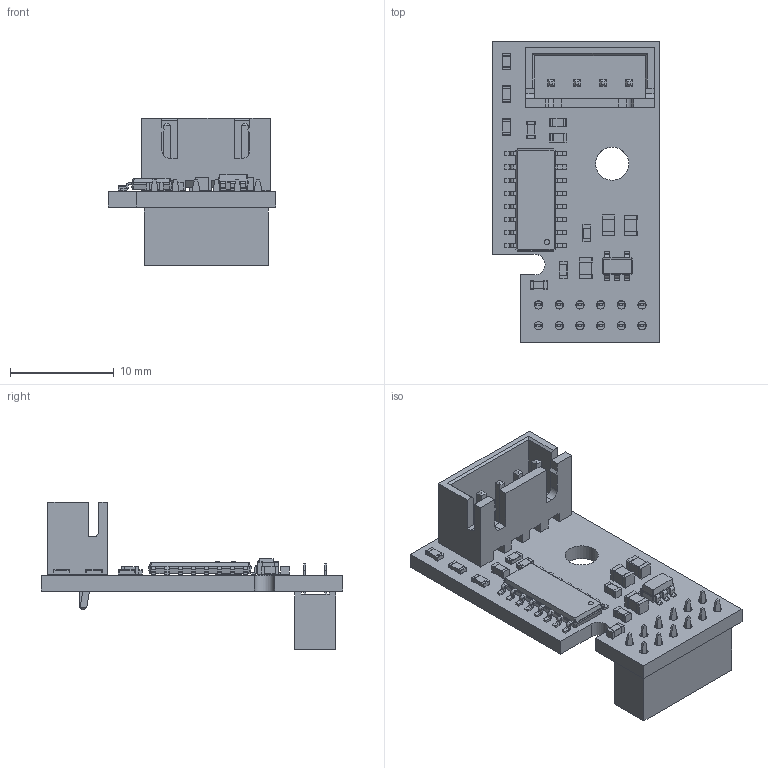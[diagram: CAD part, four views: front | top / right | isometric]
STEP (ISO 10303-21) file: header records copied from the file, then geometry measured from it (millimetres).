
FILE_DESCRIPTION(('KiCad electronic assembly'),'2;1');
FILE_NAME('plimsoll.step','2025-12-27T21:54:35',('Pcbnew'),('Kicad'), 'Open CASCADE STEP processor 7.8','KiCad to STEP converter','Unknown' );
FILE_SCHEMA(('AUTOMOTIVE_DESIGN { 1 0 10303 214 1 1 1 1 }'));
Length unit declared in the file: millimetre
Products named in the file (9): plimsoll 1; R_0603_1608Metric; JST_XH_B4B-XH-A_1x04_P2.50mm_Vertical; C_0603_1608Metric; C_0805_2012Metric; SOT-23-5; SOP-16_3.9x9.9mm_P1.27mm; PinSocket_2x06_P2.00mm_Vertical; plimsoll_PCB
Assembly tree (17 placements, depth 2):
  plimsoll 1
    R_0603_1608Metric  x5
    JST_XH_B4B-XH-A_1x04_P2.50mm_Vertical
    C_0603_1608Metric  x4
    C_0805_2012Metric  x3
    SOT-23-5
    SOP-16_3.9x9.9mm_P1.27mm
    PinSocket_2x06_P2.00mm_Vertical
    plimsoll_PCB
Bounding box: 16.2 x 29.15 x 14.28 mm (x, y, z)
Volume: 1202.7 mm3; surface area: 2431.1 mm2
Topology: 17 solids, 17 shells, 1192 faces, 3124 edges, 2013 vertices
Faces by surface type: plane 917, cylinder 230, bspline 45
Full cylindrical faces by diameter (mm): 0.8 x12, 0.95 x4, 3.2 x1
Entity records: 37348 total; most frequent: CARTESIAN_POINT 5246, ORIENTED_EDGE 4984, DIRECTION 4555, EDGE_CURVE 2492, LINE 2159, VECTOR 2159, VERTEX_POINT 1597, AXIS2_PLACEMENT_3D 1198
